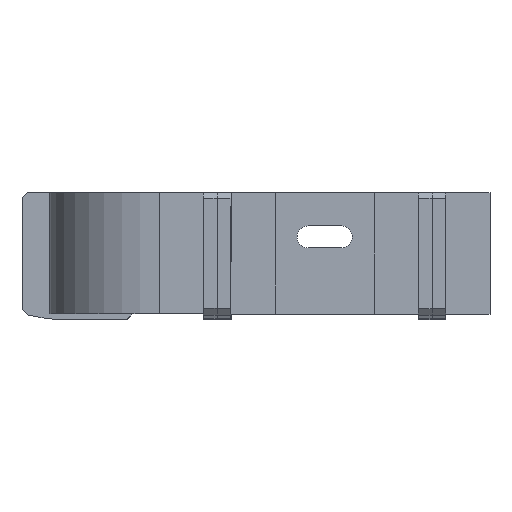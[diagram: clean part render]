
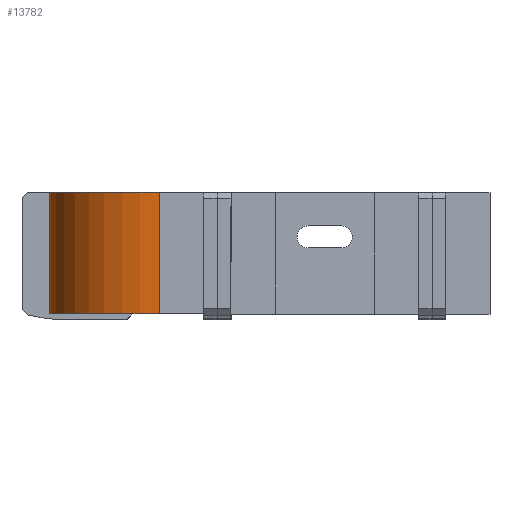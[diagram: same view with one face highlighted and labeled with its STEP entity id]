
A CAD part, front view. The second image highlights one B-rep face of the part: STEP entity #13782.
In plain terms, the highlighted cylindrical face has radius 20 mm (diameter 40 mm), a partial arc.
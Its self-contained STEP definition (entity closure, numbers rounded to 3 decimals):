
#13782 = ADVANCED_FACE('',(#13783),#13798,.T.);
#13783 = FACE_BOUND('',#13784,.F.);
#13784 = EDGE_LOOP('',(#13785,#13821,#13849,#13878));
#13785 = ORIENTED_EDGE('',*,*,#13786,.T.);
#13786 = EDGE_CURVE('',#13787,#13789,#13791,.T.);
#13787 = VERTEX_POINT('',#13788);
#13788 = CARTESIAN_POINT('',(0.,0.,0.));
#13789 = VERTEX_POINT('',#13790);
#13790 = CARTESIAN_POINT('',(-20.,20.,0.));
#13791 = SURFACE_CURVE('',#13792,(#13797,#13809),.PCURVE_S1.);
#13792 = CIRCLE('',#13793,20.);
#13793 = AXIS2_PLACEMENT_3D('',#13794,#13795,#13796);
#13794 = CARTESIAN_POINT('',(0.,20.,0.));
#13795 = DIRECTION('',(0.,0.,-1.));
#13796 = DIRECTION('',(0.,-1.,0.));
#13797 = PCURVE('',#13798,#13803);
#13798 = CYLINDRICAL_SURFACE('',#13799,20.);
#13799 = AXIS2_PLACEMENT_3D('',#13800,#13801,#13802);
#13800 = CARTESIAN_POINT('',(0.,20.,0.));
#13801 = DIRECTION('',(-0.,-0.,1.));
#13802 = DIRECTION('',(0.,-1.,0.));
#13803 = DEFINITIONAL_REPRESENTATION('',(#13804),#13808);
#13804 = LINE('',#13805,#13806);
#13805 = CARTESIAN_POINT('',(-0.,0.));
#13806 = VECTOR('',#13807,1.);
#13807 = DIRECTION('',(-1.,0.));
#13808 = ( GEOMETRIC_REPRESENTATION_CONTEXT(2) 
PARAMETRIC_REPRESENTATION_CONTEXT() REPRESENTATION_CONTEXT('2D SPACE',''
  ) );
#13809 = PCURVE('',#13810,#13815);
#13810 = PLANE('',#13811);
#13811 = AXIS2_PLACEMENT_3D('',#13812,#13813,#13814);
#13812 = CARTESIAN_POINT('',(0.,20.,0.));
#13813 = DIRECTION('',(0.,0.,-1.));
#13814 = DIRECTION('',(0.,-1.,0.));
#13815 = DEFINITIONAL_REPRESENTATION('',(#13816),#13820);
#13816 = CIRCLE('',#13817,20.);
#13817 = AXIS2_PLACEMENT_2D('',#13818,#13819);
#13818 = CARTESIAN_POINT('',(0.,0.));
#13819 = DIRECTION('',(1.,-0.));
#13820 = ( GEOMETRIC_REPRESENTATION_CONTEXT(2) 
PARAMETRIC_REPRESENTATION_CONTEXT() REPRESENTATION_CONTEXT('2D SPACE',''
  ) );
#13821 = ORIENTED_EDGE('',*,*,#13822,.T.);
#13822 = EDGE_CURVE('',#13789,#13823,#13825,.T.);
#13823 = VERTEX_POINT('',#13824);
#13824 = CARTESIAN_POINT('',(-20.,20.,22.));
#13825 = SURFACE_CURVE('',#13826,(#13830,#13837),.PCURVE_S1.);
#13826 = LINE('',#13827,#13828);
#13827 = CARTESIAN_POINT('',(-20.,20.,0.));
#13828 = VECTOR('',#13829,1.);
#13829 = DIRECTION('',(0.,0.,1.));
#13830 = PCURVE('',#13798,#13831);
#13831 = DEFINITIONAL_REPRESENTATION('',(#13832),#13836);
#13832 = LINE('',#13833,#13834);
#13833 = CARTESIAN_POINT('',(-1.571,0.));
#13834 = VECTOR('',#13835,1.);
#13835 = DIRECTION('',(-0.,1.));
#13836 = ( GEOMETRIC_REPRESENTATION_CONTEXT(2) 
PARAMETRIC_REPRESENTATION_CONTEXT() REPRESENTATION_CONTEXT('2D SPACE',''
  ) );
#13837 = PCURVE('',#13838,#13843);
#13838 = PLANE('',#13839);
#13839 = AXIS2_PLACEMENT_3D('',#13840,#13841,#13842);
#13840 = CARTESIAN_POINT('',(-15.838,20.,7.662));
#13841 = DIRECTION('',(0.,1.,0.));
#13842 = DIRECTION('',(0.,0.,1.));
#13843 = DEFINITIONAL_REPRESENTATION('',(#13844),#13848);
#13844 = LINE('',#13845,#13846);
#13845 = CARTESIAN_POINT('',(-7.662,-4.162));
#13846 = VECTOR('',#13847,1.);
#13847 = DIRECTION('',(1.,0.));
#13848 = ( GEOMETRIC_REPRESENTATION_CONTEXT(2) 
PARAMETRIC_REPRESENTATION_CONTEXT() REPRESENTATION_CONTEXT('2D SPACE',''
  ) );
#13849 = ORIENTED_EDGE('',*,*,#13850,.F.);
#13850 = EDGE_CURVE('',#13851,#13823,#13853,.T.);
#13851 = VERTEX_POINT('',#13852);
#13852 = CARTESIAN_POINT('',(0.,0.,22.));
#13853 = SURFACE_CURVE('',#13854,(#13859,#13866),.PCURVE_S1.);
#13854 = CIRCLE('',#13855,20.);
#13855 = AXIS2_PLACEMENT_3D('',#13856,#13857,#13858);
#13856 = CARTESIAN_POINT('',(0.,20.,22.));
#13857 = DIRECTION('',(0.,0.,-1.));
#13858 = DIRECTION('',(0.,-1.,0.));
#13859 = PCURVE('',#13798,#13860);
#13860 = DEFINITIONAL_REPRESENTATION('',(#13861),#13865);
#13861 = LINE('',#13862,#13863);
#13862 = CARTESIAN_POINT('',(-0.,22.));
#13863 = VECTOR('',#13864,1.);
#13864 = DIRECTION('',(-1.,0.));
#13865 = ( GEOMETRIC_REPRESENTATION_CONTEXT(2) 
PARAMETRIC_REPRESENTATION_CONTEXT() REPRESENTATION_CONTEXT('2D SPACE',''
  ) );
#13866 = PCURVE('',#13867,#13872);
#13867 = PLANE('',#13868);
#13868 = AXIS2_PLACEMENT_3D('',#13869,#13870,#13871);
#13869 = CARTESIAN_POINT('',(0.,20.,22.));
#13870 = DIRECTION('',(0.,0.,-1.));
#13871 = DIRECTION('',(0.,-1.,0.));
#13872 = DEFINITIONAL_REPRESENTATION('',(#13873),#13877);
#13873 = CIRCLE('',#13874,20.);
#13874 = AXIS2_PLACEMENT_2D('',#13875,#13876);
#13875 = CARTESIAN_POINT('',(0.,0.));
#13876 = DIRECTION('',(1.,0.));
#13877 = ( GEOMETRIC_REPRESENTATION_CONTEXT(2) 
PARAMETRIC_REPRESENTATION_CONTEXT() REPRESENTATION_CONTEXT('2D SPACE',''
  ) );
#13878 = ORIENTED_EDGE('',*,*,#13879,.F.);
#13879 = EDGE_CURVE('',#13787,#13851,#13880,.T.);
#13880 = SURFACE_CURVE('',#13881,(#13885,#13892),.PCURVE_S1.);
#13881 = LINE('',#13882,#13883);
#13882 = CARTESIAN_POINT('',(0.,0.,0.));
#13883 = VECTOR('',#13884,1.);
#13884 = DIRECTION('',(0.,0.,1.));
#13885 = PCURVE('',#13798,#13886);
#13886 = DEFINITIONAL_REPRESENTATION('',(#13887),#13891);
#13887 = LINE('',#13888,#13889);
#13888 = CARTESIAN_POINT('',(-0.,0.));
#13889 = VECTOR('',#13890,1.);
#13890 = DIRECTION('',(-0.,1.));
#13891 = ( GEOMETRIC_REPRESENTATION_CONTEXT(2) 
PARAMETRIC_REPRESENTATION_CONTEXT() REPRESENTATION_CONTEXT('2D SPACE',''
  ) );
#13892 = PCURVE('',#13893,#13898);
#13893 = PLANE('',#13894);
#13894 = AXIS2_PLACEMENT_3D('',#13895,#13896,#13897);
#13895 = CARTESIAN_POINT('',(0.,4.162,7.662));
#13896 = DIRECTION('',(-1.,0.,0.));
#13897 = DIRECTION('',(0.,0.,1.));
#13898 = DEFINITIONAL_REPRESENTATION('',(#13899),#13903);
#13899 = LINE('',#13900,#13901);
#13900 = CARTESIAN_POINT('',(-7.662,-4.162));
#13901 = VECTOR('',#13902,1.);
#13902 = DIRECTION('',(1.,0.));
#13903 = ( GEOMETRIC_REPRESENTATION_CONTEXT(2) 
PARAMETRIC_REPRESENTATION_CONTEXT() REPRESENTATION_CONTEXT('2D SPACE',''
  ) );
